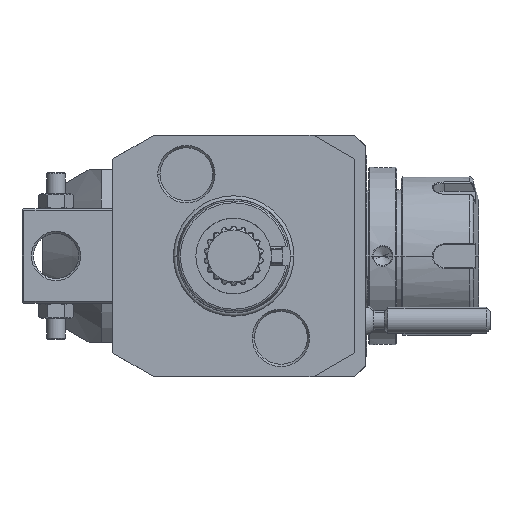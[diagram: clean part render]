
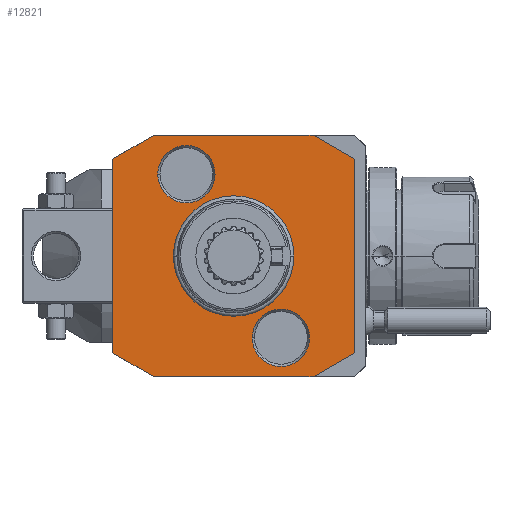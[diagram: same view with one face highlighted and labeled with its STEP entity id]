
A CAD part, front view. The second image highlights one B-rep face of the part: STEP entity #12821.
In plain terms, the highlighted planar face has unit normal (0, -1, 0).
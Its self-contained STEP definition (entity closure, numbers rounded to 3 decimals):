
#1=DIRECTION('',(0.866,0.,-0.5));
#2=VECTOR('',#1,12.702);
#3=CARTESIAN_POINT('',(21.,0.,32.));
#4=LINE('',#3,#2);
#5=DIRECTION('',(0.,0.,1.));
#6=VECTOR('',#5,51.298);
#7=CARTESIAN_POINT('',(32.,0.,-25.649));
#8=LINE('',#7,#6);
#9=DIRECTION('',(-0.866,0.,-0.5));
#10=VECTOR('',#9,12.702);
#11=CARTESIAN_POINT('',(32.,0.,-25.649));
#12=LINE('',#11,#10);
#13=DIRECTION('',(1.,0.,0.));
#14=VECTOR('',#13,42.);
#15=CARTESIAN_POINT('',(-21.,0.,-32.));
#16=LINE('',#15,#14);
#17=DIRECTION('',(0.866,0.,-0.5));
#18=VECTOR('',#17,12.702);
#19=CARTESIAN_POINT('',(-32.,0.,-25.649));
#20=LINE('',#19,#18);
#21=DIRECTION('',(0.,0.,-1.));
#22=VECTOR('',#21,51.298);
#23=CARTESIAN_POINT('',(-32.,0.,25.649));
#24=LINE('',#23,#22);
#25=DIRECTION('',(-0.866,0.,-0.5));
#26=VECTOR('',#25,12.702);
#27=CARTESIAN_POINT('',(-21.,0.,32.));
#28=LINE('',#27,#26);
#29=DIRECTION('',(-1.,0.,0.));
#30=VECTOR('',#29,42.);
#31=CARTESIAN_POINT('',(21.,0.,32.));
#32=LINE('',#31,#30);
#33=CARTESIAN_POINT('',(-12.5,0.,21.651));
#34=DIRECTION('',(0.,1.,0.));
#35=DIRECTION('',(1.,0.,0.));
#36=AXIS2_PLACEMENT_3D('',#33,#34,#35);
#38=CARTESIAN_POINT('',(-12.5,0.,21.651));
#39=DIRECTION('',(0.,1.,0.));
#40=DIRECTION('',(-1.,0.,0.));
#41=AXIS2_PLACEMENT_3D('',#38,#39,#40);
#43=CARTESIAN_POINT('',(12.5,0.,-21.651));
#44=DIRECTION('',(0.,1.,0.));
#45=DIRECTION('',(-1.,0.,0.));
#46=AXIS2_PLACEMENT_3D('',#43,#44,#45);
#48=CARTESIAN_POINT('',(12.5,0.,-21.651));
#49=DIRECTION('',(0.,1.,0.));
#50=DIRECTION('',(1.,0.,0.));
#51=AXIS2_PLACEMENT_3D('',#48,#49,#50);
#6964=CARTESIAN_POINT('',(0.,0.,0.));
#6965=DIRECTION('',(0.,-1.,0.));
#6966=DIRECTION('',(1.,0.,0.));
#6967=AXIS2_PLACEMENT_3D('',#6964,#6965,#6966);
#6969=CARTESIAN_POINT('',(0.,0.,0.));
#6970=DIRECTION('',(0.,-1.,0.));
#6971=DIRECTION('',(-1.,0.,0.));
#6972=AXIS2_PLACEMENT_3D('',#6969,#6970,#6971);
#11446=CARTESIAN_POINT('',(-4.923,0.,21.651));
#11447=CARTESIAN_POINT('',(-20.077,0.,21.651));
#11448=VERTEX_POINT('',#11446);
#11449=VERTEX_POINT('',#11447);
#11558=CARTESIAN_POINT('',(4.923,0.,-21.651));
#11559=CARTESIAN_POINT('',(20.077,0.,-21.651));
#11560=VERTEX_POINT('',#11558);
#11561=VERTEX_POINT('',#11559);
#12408=CARTESIAN_POINT('',(-21.,0.,32.));
#12409=CARTESIAN_POINT('',(-32.,0.,25.649));
#12410=VERTEX_POINT('',#12408);
#12411=VERTEX_POINT('',#12409);
#12412=CARTESIAN_POINT('',(-32.,0.,-25.649));
#12413=VERTEX_POINT('',#12412);
#12414=CARTESIAN_POINT('',(-21.,0.,-32.));
#12415=VERTEX_POINT('',#12414);
#12440=CARTESIAN_POINT('',(21.,0.,32.));
#12441=CARTESIAN_POINT('',(32.,0.,25.649));
#12442=VERTEX_POINT('',#12440);
#12443=VERTEX_POINT('',#12441);
#12444=CARTESIAN_POINT('',(32.,0.,-25.649));
#12445=CARTESIAN_POINT('',(21.,0.,-32.));
#12446=VERTEX_POINT('',#12444);
#12447=VERTEX_POINT('',#12445);
#12632=CARTESIAN_POINT('',(15.783,0.,0.));
#12633=CARTESIAN_POINT('',(-15.783,0.,0.));
#12634=VERTEX_POINT('',#12632);
#12635=VERTEX_POINT('',#12633);
#12780=CARTESIAN_POINT('',(0.,0.,0.));
#12781=DIRECTION('',(0.,-1.,0.));
#12782=DIRECTION('',(-1.,0.,0.));
#12783=AXIS2_PLACEMENT_3D('',#12780,#12781,#12782);
#12784=PLANE('',#12783);
#12786=ORIENTED_EDGE('',*,*,#12785,.T.);
#12788=ORIENTED_EDGE('',*,*,#12787,.F.);
#12790=ORIENTED_EDGE('',*,*,#12789,.T.);
#12792=ORIENTED_EDGE('',*,*,#12791,.F.);
#12794=ORIENTED_EDGE('',*,*,#12793,.F.);
#12796=ORIENTED_EDGE('',*,*,#12795,.F.);
#12798=ORIENTED_EDGE('',*,*,#12797,.F.);
#12800=ORIENTED_EDGE('',*,*,#12799,.F.);
#12801=EDGE_LOOP('',(#12786,#12788,#12790,#12792,#12794,#12796,#12798,#12800));
#12802=FACE_OUTER_BOUND('',#12801,.F.);
#12804=ORIENTED_EDGE('',*,*,#12803,.T.);
#12806=ORIENTED_EDGE('',*,*,#12805,.T.);
#12807=EDGE_LOOP('',(#12804,#12806));
#12808=FACE_BOUND('',#12807,.F.);
#12810=ORIENTED_EDGE('',*,*,#12809,.F.);
#12812=ORIENTED_EDGE('',*,*,#12811,.F.);
#12813=EDGE_LOOP('',(#12810,#12812));
#12814=FACE_BOUND('',#12813,.F.);
#12816=ORIENTED_EDGE('',*,*,#12815,.F.);
#12818=ORIENTED_EDGE('',*,*,#12817,.F.);
#12819=EDGE_LOOP('',(#12816,#12818));
#12820=FACE_BOUND('',#12819,.F.);
#37=CIRCLE('',#36,7.577);
#42=CIRCLE('',#41,7.577);
#47=CIRCLE('',#46,7.577);
#52=CIRCLE('',#51,7.577);
#6968=CIRCLE('',#6967,15.783);
#6973=CIRCLE('',#6972,15.783);
#12785=EDGE_CURVE('',#12442,#12443,#4,.T.);
#12787=EDGE_CURVE('',#12446,#12443,#8,.T.);
#12789=EDGE_CURVE('',#12446,#12447,#12,.T.);
#12791=EDGE_CURVE('',#12415,#12447,#16,.T.);
#12793=EDGE_CURVE('',#12413,#12415,#20,.T.);
#12795=EDGE_CURVE('',#12411,#12413,#24,.T.);
#12797=EDGE_CURVE('',#12410,#12411,#28,.T.);
#12799=EDGE_CURVE('',#12442,#12410,#32,.T.);
#12803=EDGE_CURVE('',#12634,#12635,#6968,.T.);
#12805=EDGE_CURVE('',#12635,#12634,#6973,.T.);
#12809=EDGE_CURVE('',#11448,#11449,#37,.T.);
#12811=EDGE_CURVE('',#11449,#11448,#42,.T.);
#12815=EDGE_CURVE('',#11560,#11561,#47,.T.);
#12817=EDGE_CURVE('',#11561,#11560,#52,.T.);
#12821=ADVANCED_FACE('',(#12802,#12808,#12814,#12820),#12784,.T.);
